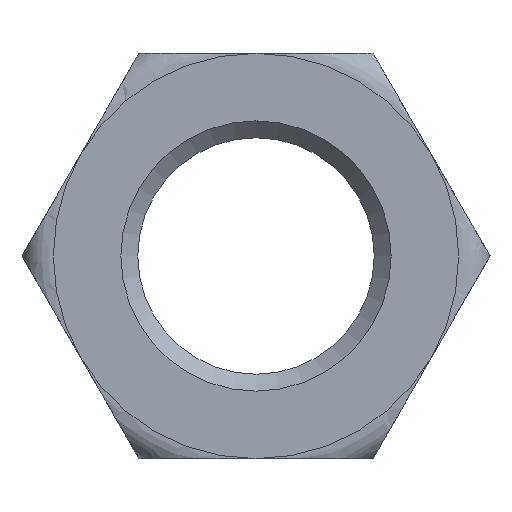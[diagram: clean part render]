
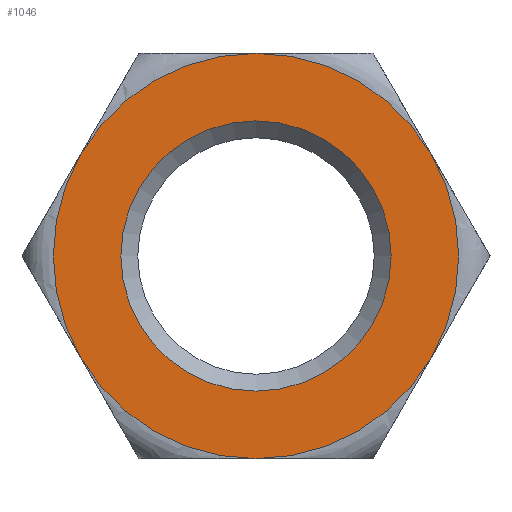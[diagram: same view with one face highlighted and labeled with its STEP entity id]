
A CAD part, front view. The second image highlights one B-rep face of the part: STEP entity #1046.
In plain terms, the highlighted planar face has unit normal (0, -1, 0).
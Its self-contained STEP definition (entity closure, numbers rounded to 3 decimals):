
#2 = CIRCLE ( 'NONE', #750, 18. ) ;
#14 = DIRECTION ( 'NONE',  ( 1., 0., 0. ) ) ;
#26 = EDGE_CURVE ( 'NONE', #959, #100, #551, .T. ) ;
#27 = VERTEX_POINT ( 'NONE', #951 ) ;
#33 = CIRCLE ( 'NONE', #636, 12. ) ;
#34 = CIRCLE ( 'NONE', #643, 18. ) ;
#46 = DIRECTION ( 'NONE',  ( 0., 1., 0. ) ) ;
#55 = ORIENTED_EDGE ( 'NONE', *, *, #886, .F. ) ;
#100 = VERTEX_POINT ( 'NONE', #455 ) ;
#148 = EDGE_LOOP ( 'NONE', ( #397 ) ) ;
#161 = DIRECTION ( 'NONE',  ( 1., 0., 0. ) ) ;
#214 = AXIS2_PLACEMENT_3D ( 'NONE', #332, #673, #14 ) ;
#237 = CARTESIAN_POINT ( 'NONE',  ( 0., -9.5, 0. ) ) ;
#273 = CARTESIAN_POINT ( 'NONE',  ( -15.588, -9.5, -9. ) ) ;
#284 = AXIS2_PLACEMENT_3D ( 'NONE', #559, #942, #333 ) ;
#299 = CARTESIAN_POINT ( 'NONE',  ( 0., -9.5, 0. ) ) ;
#327 = DIRECTION ( 'NONE',  ( 0., 1., 0. ) ) ;
#332 = CARTESIAN_POINT ( 'NONE',  ( 0., -9.5, 0. ) ) ;
#333 = DIRECTION ( 'NONE',  ( -1., 0., 0. ) ) ;
#348 = AXIS2_PLACEMENT_3D ( 'NONE', #1080, #644, #568 ) ;
#361 = ORIENTED_EDGE ( 'NONE', *, *, #586, .F. ) ;
#374 = EDGE_LOOP ( 'NONE', ( #361, #55, #579, #381, #696, #745 ) ) ;
#381 = ORIENTED_EDGE ( 'NONE', *, *, #26, .F. ) ;
#397 = ORIENTED_EDGE ( 'NONE', *, *, #724, .T. ) ;
#432 = CIRCLE ( 'NONE', #808, 18. ) ;
#436 = VERTEX_POINT ( 'NONE', #825 ) ;
#452 = DIRECTION ( 'NONE',  ( 1., 0., 0. ) ) ;
#455 = CARTESIAN_POINT ( 'NONE',  ( 0., -9.5, 18. ) ) ;
#474 = DIRECTION ( 'NONE',  ( 1., 0., 0. ) ) ;
#476 = FACE_BOUND ( 'NONE', #148, .T. ) ;
#501 = CARTESIAN_POINT ( 'NONE',  ( 15.588, -9.5, -9. ) ) ;
#510 = EDGE_CURVE ( 'NONE', #912, #959, #34, .T. ) ;
#535 = VERTEX_POINT ( 'NONE', #501 ) ;
#546 = CIRCLE ( 'NONE', #572, 18. ) ;
#551 = CIRCLE ( 'NONE', #284, 18. ) ;
#557 = EDGE_CURVE ( 'NONE', #100, #436, #2, .T. ) ;
#559 = CARTESIAN_POINT ( 'NONE',  ( 0., -9.5, 0. ) ) ;
#567 = EDGE_CURVE ( 'NONE', #27, #912, #1042, .T. ) ;
#568 = DIRECTION ( 'NONE',  ( 0., 0., 1. ) ) ;
#572 = AXIS2_PLACEMENT_3D ( 'NONE', #754, #327, #585 ) ;
#579 = ORIENTED_EDGE ( 'NONE', *, *, #557, .F. ) ;
#585 = DIRECTION ( 'NONE',  ( 1., 0., 0. ) ) ;
#586 = EDGE_CURVE ( 'NONE', #535, #27, #546, .T. ) ;
#587 = CARTESIAN_POINT ( 'NONE',  ( 0., -9.5, 12. ) ) ;
#609 = CARTESIAN_POINT ( 'NONE',  ( 0., -9.5, 0. ) ) ;
#633 = DIRECTION ( 'NONE',  ( 0., 1., 0. ) ) ;
#636 = AXIS2_PLACEMENT_3D ( 'NONE', #237, #664, #1001 ) ;
#643 = AXIS2_PLACEMENT_3D ( 'NONE', #299, #633, #474 ) ;
#644 = DIRECTION ( 'NONE',  ( 0., 1., 0. ) ) ;
#664 = DIRECTION ( 'NONE',  ( 0., 1., 0. ) ) ;
#673 = DIRECTION ( 'NONE',  ( 0., 1., 0. ) ) ;
#674 = VERTEX_POINT ( 'NONE', #587 ) ;
#696 = ORIENTED_EDGE ( 'NONE', *, *, #510, .F. ) ;
#724 = EDGE_CURVE ( 'NONE', #674, #674, #33, .T. ) ;
#732 = PLANE ( 'NONE',  #348 ) ;
#745 = ORIENTED_EDGE ( 'NONE', *, *, #567, .F. ) ;
#750 = AXIS2_PLACEMENT_3D ( 'NONE', #854, #1018, #161 ) ;
#754 = CARTESIAN_POINT ( 'NONE',  ( 0., -9.5, 0. ) ) ;
#808 = AXIS2_PLACEMENT_3D ( 'NONE', #609, #46, #452 ) ;
#822 = FACE_OUTER_BOUND ( 'NONE', #374, .T. ) ;
#825 = CARTESIAN_POINT ( 'NONE',  ( 15.588, -9.5, 9. ) ) ;
#854 = CARTESIAN_POINT ( 'NONE',  ( 0., -9.5, 0. ) ) ;
#886 = EDGE_CURVE ( 'NONE', #436, #535, #432, .T. ) ;
#912 = VERTEX_POINT ( 'NONE', #273 ) ;
#942 = DIRECTION ( 'NONE',  ( 0., 1., 0. ) ) ;
#951 = CARTESIAN_POINT ( 'NONE',  ( 0., -9.5, -18. ) ) ;
#959 = VERTEX_POINT ( 'NONE', #1006 ) ;
#1001 = DIRECTION ( 'NONE',  ( 0., 0., 1. ) ) ;
#1006 = CARTESIAN_POINT ( 'NONE',  ( -15.588, -9.5, 9. ) ) ;
#1018 = DIRECTION ( 'NONE',  ( 0., 1., 0. ) ) ;
#1042 = CIRCLE ( 'NONE', #214, 18. ) ;
#1046 = ADVANCED_FACE ( 'NONE', ( #476, #822 ), #732, .F. ) ;
#1080 = CARTESIAN_POINT ( 'NONE',  ( 0., -9.5, 0. ) ) ;
